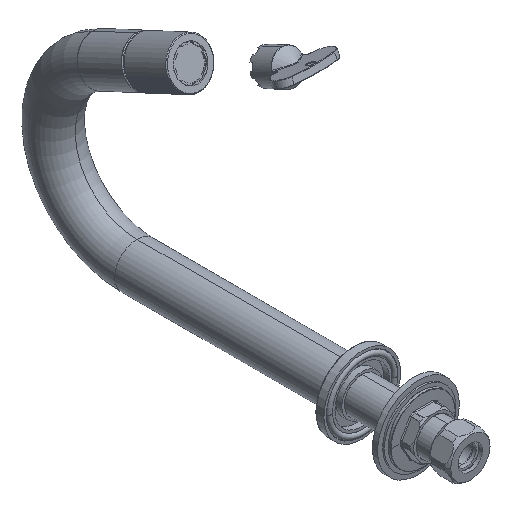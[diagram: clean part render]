
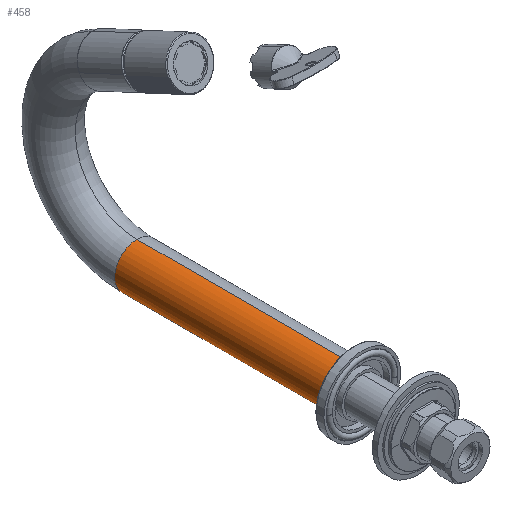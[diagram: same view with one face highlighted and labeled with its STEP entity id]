
A CAD part, isometric view. The second image highlights one B-rep face of the part: STEP entity #458.
In plain terms, the highlighted cylindrical face has radius 13 mm (diameter 26 mm), a partial arc.
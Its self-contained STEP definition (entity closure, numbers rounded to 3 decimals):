
#79=DIRECTION('',(0.,-1.,0.));
#80=VECTOR('',#79,126.724);
#81=CARTESIAN_POINT('',(0.,127.224,-13.));
#82=LINE('',#81,#80);
#113=CARTESIAN_POINT('',(0.,0.5,0.));
#114=DIRECTION('',(0.,-1.,0.));
#115=DIRECTION('',(0.,0.,1.));
#116=AXIS2_PLACEMENT_3D('',#113,#114,#115);
#118=CARTESIAN_POINT('',(0.,127.224,0.));
#119=DIRECTION('',(0.,-1.,0.));
#120=DIRECTION('',(0.,0.,1.));
#121=AXIS2_PLACEMENT_3D('',#118,#119,#120);
#123=DIRECTION('',(0.,-1.,0.));
#124=VECTOR('',#123,126.724);
#125=CARTESIAN_POINT('',(0.,127.224,13.));
#126=LINE('',#125,#124);
#237=CARTESIAN_POINT('',(0.,127.224,13.));
#238=CARTESIAN_POINT('',(0.,127.224,-13.));
#239=VERTEX_POINT('',#237);
#240=VERTEX_POINT('',#238);
#257=CARTESIAN_POINT('',(0.,0.5,13.));
#258=CARTESIAN_POINT('',(0.,0.5,-13.));
#259=VERTEX_POINT('',#257);
#260=VERTEX_POINT('',#258);
#447=CARTESIAN_POINT('',(0.,127.224,0.));
#448=DIRECTION('',(0.,-1.,0.));
#449=DIRECTION('',(0.,0.,1.));
#450=AXIS2_PLACEMENT_3D('',#447,#448,#449);
#451=CYLINDRICAL_SURFACE('',#450,13.);
#452=ORIENTED_EDGE('',*,*,#441,.T.);
#453=ORIENTED_EDGE('',*,*,#397,.F.);
#454=ORIENTED_EDGE('',*,*,#367,.F.);
#455=ORIENTED_EDGE('',*,*,#394,.T.);
#456=EDGE_LOOP('',(#452,#453,#454,#455));
#457=FACE_OUTER_BOUND('',#456,.F.);
#458=ADVANCED_FACE('',(#457),#451,.T.);
#117=CIRCLE('',#116,13.);
#122=CIRCLE('',#121,13.);
#367=EDGE_CURVE('',#239,#240,#122,.T.);
#394=EDGE_CURVE('',#239,#259,#126,.T.);
#397=EDGE_CURVE('',#240,#260,#82,.T.);
#441=EDGE_CURVE('',#259,#260,#117,.T.);
